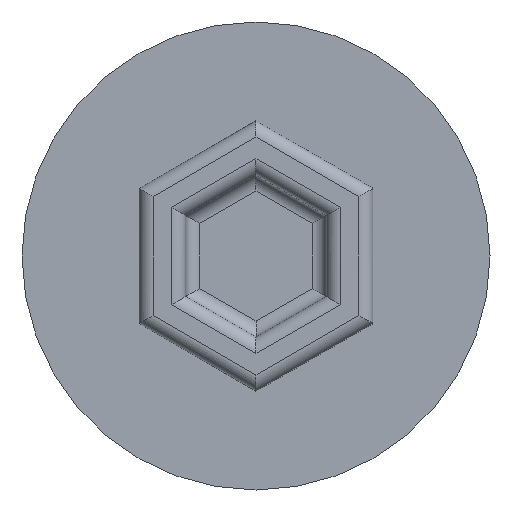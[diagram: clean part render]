
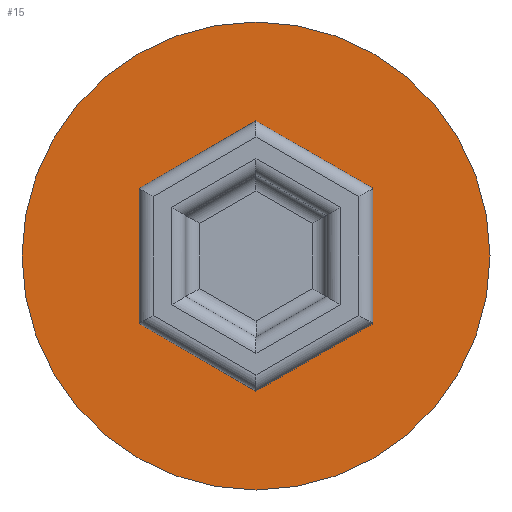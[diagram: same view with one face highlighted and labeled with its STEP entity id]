
A CAD part, front view. The second image highlights one B-rep face of the part: STEP entity #15.
In plain terms, the highlighted planar face has unit normal (0, -1, 0).
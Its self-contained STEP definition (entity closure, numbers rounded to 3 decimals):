
#1 = ORIENTED_EDGE ( 'NONE', *, *, #27, .F. ) ;
#3 = VERTEX_POINT ( 'NONE', #924 ) ;
#5 = VERTEX_POINT ( 'NONE', #923 ) ;
#10 = VERTEX_POINT ( 'NONE', #258 ) ;
#13 = EDGE_CURVE ( 'NONE', #10, #5, #249, .T. ) ;
#15 = ADVANCED_FACE ( 'NONE', ( #259, #251 ), #252, .F. ) ;
#17 = EDGE_LOOP ( 'NONE', ( #19, #1 ) ) ;
#19 = ORIENTED_EDGE ( 'NONE', *, *, #13, .F. ) ;
#20 = ORIENTED_EDGE ( 'NONE', *, *, #26, .F. ) ;
#22 = ORIENTED_EDGE ( 'NONE', *, *, #23, .F. ) ;
#23 = EDGE_CURVE ( 'NONE', #25, #3, #291, .T. ) ;
#24 = EDGE_LOOP ( 'NONE', ( #22, #20, #38, #60, #46, #41 ) ) ;
#25 = VERTEX_POINT ( 'NONE', #286 ) ;
#26 = EDGE_CURVE ( 'NONE', #30, #25, #282, .T. ) ;
#27 = EDGE_CURVE ( 'NONE', #5, #10, #285, .T. ) ;
#30 = VERTEX_POINT ( 'NONE', #241 ) ;
#34 = VERTEX_POINT ( 'NONE', #274 ) ;
#37 = EDGE_CURVE ( 'NONE', #34, #30, #318, .T. ) ;
#38 = ORIENTED_EDGE ( 'NONE', *, *, #37, .F. ) ;
#39 = EDGE_CURVE ( 'NONE', #40, #43, #277, .T. ) ;
#40 = VERTEX_POINT ( 'NONE', #265 ) ;
#41 = ORIENTED_EDGE ( 'NONE', *, *, #44, .F. ) ;
#43 = VERTEX_POINT ( 'NONE', #309 ) ;
#44 = EDGE_CURVE ( 'NONE', #3, #40, #278, .T. ) ;
#46 = ORIENTED_EDGE ( 'NONE', *, *, #39, .F. ) ;
#58 = EDGE_CURVE ( 'NONE', #43, #34, #294, .T. ) ;
#60 = ORIENTED_EDGE ( 'NONE', *, *, #58, .F. ) ;
#233 = DIRECTION ( 'NONE',  ( -0.866, 0., 0.5 ) ) ;
#234 = CARTESIAN_POINT ( 'NONE',  ( 2.5, 0., 1.443 ) ) ;
#241 = CARTESIAN_POINT ( 'NONE',  ( 2.5, 0., -1.443 ) ) ;
#242 = DIRECTION ( 'NONE',  ( 0., 0., 1. ) ) ;
#243 = DIRECTION ( 'NONE',  ( 0., 1., 0. ) ) ;
#245 = DIRECTION ( 'NONE',  ( 0., 0., 1. ) ) ;
#246 = DIRECTION ( 'NONE',  ( 0., 1., 0. ) ) ;
#247 = CARTESIAN_POINT ( 'NONE',  ( 0., 0., 0. ) ) ;
#248 = AXIS2_PLACEMENT_3D ( 'NONE', #247, #246, #245 ) ;
#249 = CIRCLE ( 'NONE', #248, 5. ) ;
#250 = CARTESIAN_POINT ( 'NONE',  ( 0., 0., 0. ) ) ;
#251 = FACE_BOUND ( 'NONE', #24, .T. ) ;
#252 = PLANE ( 'NONE',  #261 ) ;
#258 = CARTESIAN_POINT ( 'NONE',  ( 0., 0., 5. ) ) ;
#259 = FACE_OUTER_BOUND ( 'NONE', #17, .T. ) ;
#261 = AXIS2_PLACEMENT_3D ( 'NONE', #250, #243, #242 ) ;
#265 = CARTESIAN_POINT ( 'NONE',  ( -2.5, 0., 1.443 ) ) ;
#274 = CARTESIAN_POINT ( 'NONE',  ( 0., 0., -2.887 ) ) ;
#275 = DIRECTION ( 'NONE',  ( 0., 0., 1. ) ) ;
#276 = DIRECTION ( 'NONE',  ( 0., 1., 0. ) ) ;
#277 = LINE ( 'NONE', #313, #312 ) ;
#278 = LINE ( 'NONE', #307, #306 ) ;
#280 = DIRECTION ( 'NONE',  ( 0., 0., 1. ) ) ;
#281 = VECTOR ( 'NONE', #280, 1000. ) ;
#282 = LINE ( 'NONE', #287, #281 ) ;
#283 = CARTESIAN_POINT ( 'NONE',  ( 0., 0., -2.887 ) ) ;
#284 = VECTOR ( 'NONE', #233, 1000. ) ;
#285 = CIRCLE ( 'NONE', #288, 5. ) ;
#286 = CARTESIAN_POINT ( 'NONE',  ( 2.5, 0., 1.443 ) ) ;
#287 = CARTESIAN_POINT ( 'NONE',  ( 2.5, 0., -1.443 ) ) ;
#288 = AXIS2_PLACEMENT_3D ( 'NONE', #292, #276, #275 ) ;
#291 = LINE ( 'NONE', #234, #284 ) ;
#292 = CARTESIAN_POINT ( 'NONE',  ( 0., 0., 0. ) ) ;
#293 = CARTESIAN_POINT ( 'NONE',  ( -2.5, 0., -1.443 ) ) ;
#294 = LINE ( 'NONE', #293, #342 ) ;
#305 = DIRECTION ( 'NONE',  ( -0.866, 0., -0.5 ) ) ;
#306 = VECTOR ( 'NONE', #305, 1000. ) ;
#307 = CARTESIAN_POINT ( 'NONE',  ( 0., 0., 2.887 ) ) ;
#309 = CARTESIAN_POINT ( 'NONE',  ( -2.5, 0., -1.443 ) ) ;
#311 = DIRECTION ( 'NONE',  ( 0., 0., -1. ) ) ;
#312 = VECTOR ( 'NONE', #311, 1000. ) ;
#313 = CARTESIAN_POINT ( 'NONE',  ( -2.5, 0., 1.443 ) ) ;
#316 = DIRECTION ( 'NONE',  ( 0.866, 0., 0.5 ) ) ;
#317 = VECTOR ( 'NONE', #316, 1000. ) ;
#318 = LINE ( 'NONE', #283, #317 ) ;
#341 = DIRECTION ( 'NONE',  ( 0.866, 0., -0.5 ) ) ;
#342 = VECTOR ( 'NONE', #341, 1000. ) ;
#923 = CARTESIAN_POINT ( 'NONE',  ( 0., 0., -5. ) ) ;
#924 = CARTESIAN_POINT ( 'NONE',  ( 0., 0., 2.887 ) ) ;
